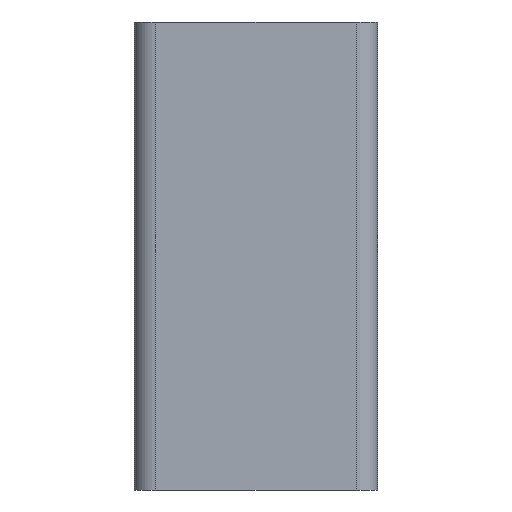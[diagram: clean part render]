
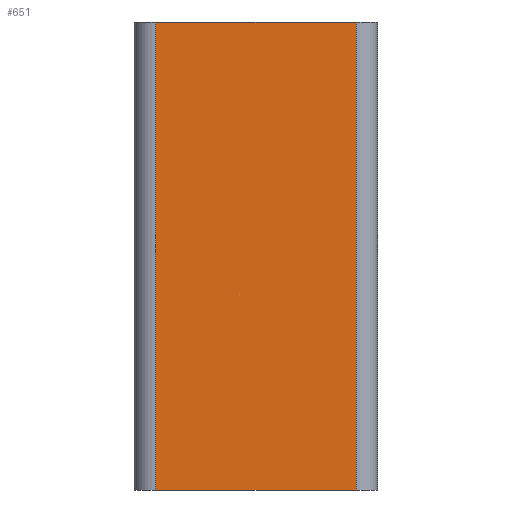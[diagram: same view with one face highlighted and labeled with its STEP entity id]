
A CAD part, left-side view. The second image highlights one B-rep face of the part: STEP entity #651.
In plain terms, the highlighted planar face has unit normal (-1, 0, 0).
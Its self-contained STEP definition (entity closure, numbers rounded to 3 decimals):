
#83 = DIRECTION ( 'NONE',  ( 0., 0., 1. ) ) ;
#101 = DIRECTION ( 'NONE',  ( 0., 1., 0. ) ) ;
#131 = CARTESIAN_POINT ( 'NONE',  ( -20., -16.5, 53. ) ) ;
#161 = LINE ( 'NONE', #908, #824 ) ;
#173 = LINE ( 'NONE', #465, #847 ) ;
#197 = VERTEX_POINT ( 'NONE', #292 ) ;
#242 = ORIENTED_EDGE ( 'NONE', *, *, #626, .F. ) ;
#292 = CARTESIAN_POINT ( 'NONE',  ( -20., 16.5, 53. ) ) ;
#332 = DIRECTION ( 'NONE',  ( 0., 1., 0. ) ) ;
#336 = ORIENTED_EDGE ( 'NONE', *, *, #340, .T. ) ;
#340 = EDGE_CURVE ( 'NONE', #492, #635, #403, .T. ) ;
#341 = DIRECTION ( 'NONE',  ( 0., 0., -1. ) ) ;
#352 = DIRECTION ( 'NONE',  ( 1., 0., 0. ) ) ;
#376 = EDGE_CURVE ( 'NONE', #635, #197, #173, .T. ) ;
#399 = CARTESIAN_POINT ( 'NONE',  ( -20., 16.5, -24. ) ) ;
#403 = LINE ( 'NONE', #880, #780 ) ;
#425 = DIRECTION ( 'NONE',  ( 0., 0., 1. ) ) ;
#446 = ORIENTED_EDGE ( 'NONE', *, *, #376, .T. ) ;
#465 = CARTESIAN_POINT ( 'NONE',  ( -20., 16.5, 53. ) ) ;
#492 = VERTEX_POINT ( 'NONE', #639 ) ;
#543 = ORIENTED_EDGE ( 'NONE', *, *, #550, .F. ) ;
#550 = EDGE_CURVE ( 'NONE', #492, #584, #161, .T. ) ;
#584 = VERTEX_POINT ( 'NONE', #399 ) ;
#595 = AXIS2_PLACEMENT_3D ( 'NONE', #942, #352, #341 ) ;
#624 = EDGE_LOOP ( 'NONE', ( #446, #242, #543, #336 ) ) ;
#626 = EDGE_CURVE ( 'NONE', #584, #197, #896, .T. ) ;
#635 = VERTEX_POINT ( 'NONE', #131 ) ;
#639 = CARTESIAN_POINT ( 'NONE',  ( -20., -16.5, -24. ) ) ;
#651 = ADVANCED_FACE ( 'NONE', ( #674 ), #788, .F. ) ;
#674 = FACE_OUTER_BOUND ( 'NONE', #624, .T. ) ;
#780 = VECTOR ( 'NONE', #83, 1000. ) ;
#788 = PLANE ( 'NONE',  #595 ) ;
#824 = VECTOR ( 'NONE', #332, 1000. ) ;
#847 = VECTOR ( 'NONE', #101, 1000. ) ;
#859 = CARTESIAN_POINT ( 'NONE',  ( -20., 16.5, -24. ) ) ;
#880 = CARTESIAN_POINT ( 'NONE',  ( -20., -16.5, -24. ) ) ;
#896 = LINE ( 'NONE', #859, #925 ) ;
#908 = CARTESIAN_POINT ( 'NONE',  ( -20., 16.5, -24. ) ) ;
#925 = VECTOR ( 'NONE', #425, 1000. ) ;
#942 = CARTESIAN_POINT ( 'NONE',  ( -20., 16.5, -24. ) ) ;
